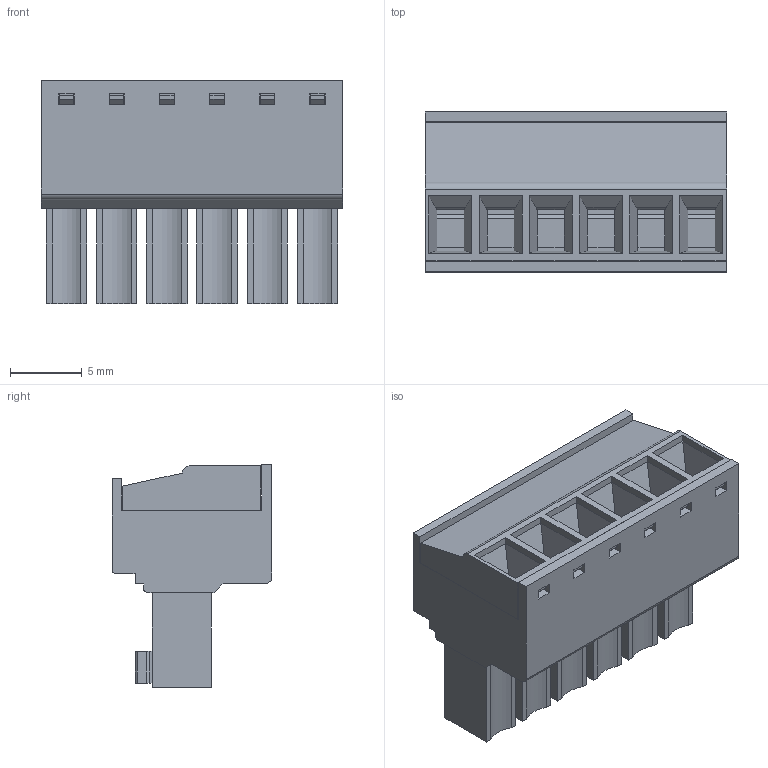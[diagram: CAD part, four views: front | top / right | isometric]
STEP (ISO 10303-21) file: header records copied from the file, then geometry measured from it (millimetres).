
FILE_DESCRIPTION (( 'STEP AP214' ), '1' );
FILE_NAME ('15EDGK-3.5-06P-14-00AH.STEP', '2017-04-27T22:47:28', ( 'SIG' ), ( '' ), 'SwSTEP 2.0', 'SolidWorks 2014', '' );
FILE_SCHEMA (( 'AUTOMOTIVE_DESIGN' ));
Length unit declared in the file: millimetre
Products named in the file (26): 15EDGK-3.5; 15EDGK-3.5_klamper; 15EDGK-3.5_screw; 15EDGK-3.5_spring; 15EDGK-3.5-06P-14-00AH; 15EDGK-3.5_top-cap
Assembly tree (20 placements, depth 2):
  15EDGK-3.5
  15EDGK-3.5_klamper
  15EDGK-3.5_screw
  15EDGK-3.5_spring
  15EDGK-3.5_spring
Bounding box: 21 x 11.15 x 15.56 mm (x, y, z)
Volume: 1459.5 mm3; surface area: 5211.8 mm2
Topology: 20 solids, 20 shells, 1057 faces, 2937 edges, 1938 vertices
Faces by surface type: plane 795, cylinder 184, bspline 36, cone 24, torus 18
Entity records: 25134 total; most frequent: CARTESIAN_POINT 5135, ORIENTED_EDGE 3994, DIRECTION 3497, EDGE_CURVE 1997, LINE 1659, VECTOR 1659, VERTEX_POINT 1318, AXIS2_PLACEMENT_3D 919
